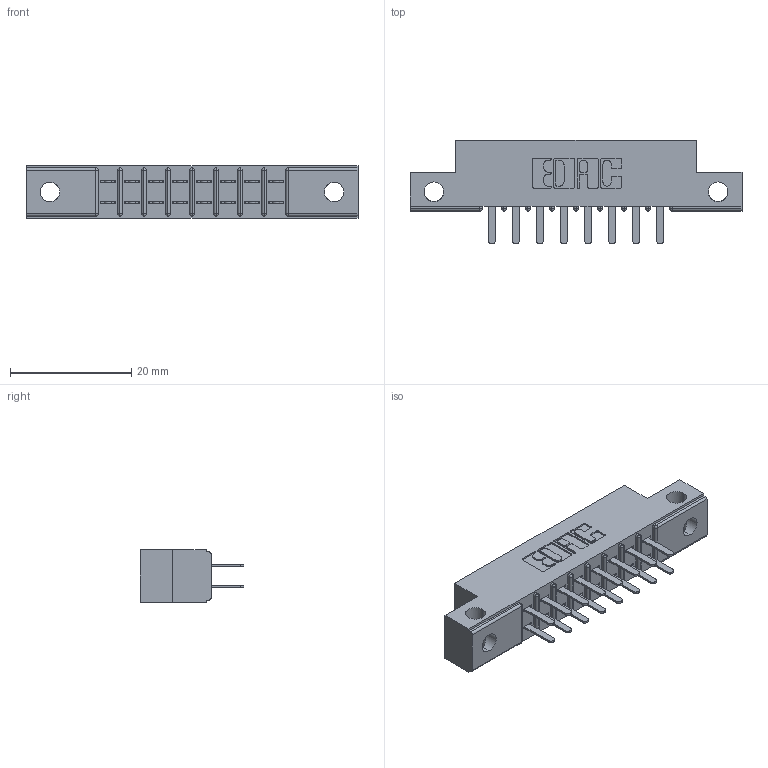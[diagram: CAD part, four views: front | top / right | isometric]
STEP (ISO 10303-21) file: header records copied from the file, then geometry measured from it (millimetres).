
FILE_DESCRIPTION (( 'STEP AP203' ), '1' );
FILE_NAME ('315-016-520-212.STEP', '2020-09-20T01:46:55', ( '' ), ( '' ), 'SwSTEP 2.0', 'SolidWorks 2020', '' );
FILE_SCHEMA (( 'CONFIG_CONTROL_DESIGN' ));
Length unit declared in the file: inch
Products named in the file (3): 305 Part_.128 Dia; 305-290-001_520; 315-016-520-212
Assembly tree (17 placements, depth 2):
  315-016-520-212
    305 Part_.128 Dia
    305-290-001_520  x16
Bounding box: 54.71 x 17.09 x 8.71 mm (x, y, z)
Volume: 3319.8 mm3; surface area: 5442.7 mm2
Topology: 17 solids, 17 shells, 864 faces, 2456 edges, 1588 vertices
Faces by surface type: plane 500, cylinder 332, sphere 32
Entity records: 13087 total; most frequent: CARTESIAN_POINT 2214, ORIENTED_EDGE 2148, DIRECTION 2108, EDGE_CURVE 1074, VECTOR 816, LINE 816, VERTEX_POINT 688, AXIS2_PLACEMENT_3D 646
